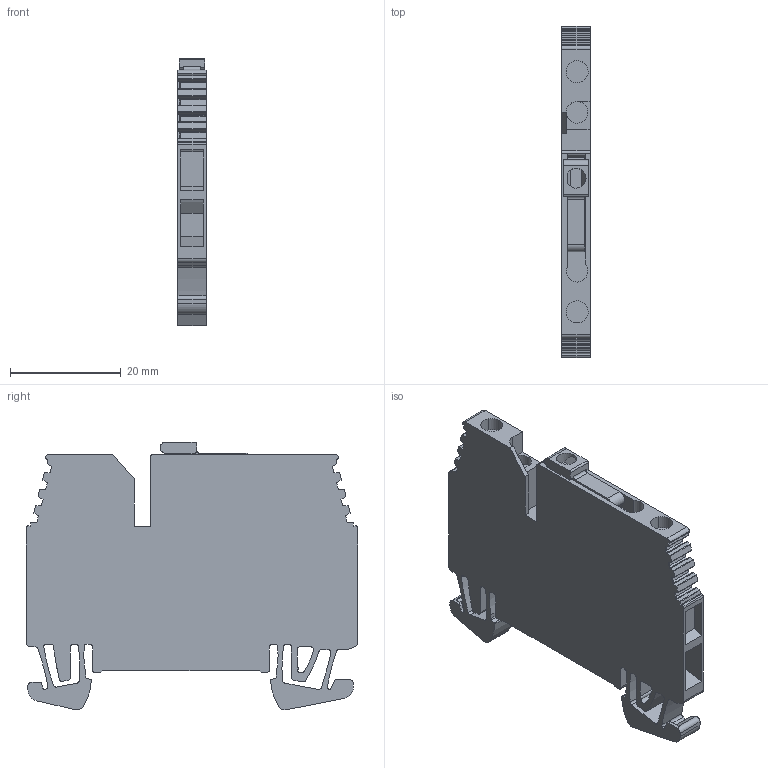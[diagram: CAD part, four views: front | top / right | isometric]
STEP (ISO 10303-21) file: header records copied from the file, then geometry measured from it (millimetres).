
FILE_DESCRIPTION(('CATIA V5R22 STEP214','CAx-IF Rec.Pracs.--- Model Styling and Organization---1.4--- 2014-01-23'),'2;1');
FILE_NAME ('D1447496_0', '2020-05-28T06:05:08+00:00', ('Weidmueller Interface'), ('Weidmueller'), 'CATIA Version 5-6 Release 2016 SP3 HF44', 'CATIA V5 STEP AP214', 'none');
FILE_SCHEMA(('AUTOMOTIVE_DESIGN { 1 0 10303 214 1 1 1 1 }'));
Length unit declared in the file: millimetre
Products named in the file (1): WTR 2.5_ZZ_BL
Bounding box: 5.1 x 60 x 48.45 mm (x, y, z)
Volume: 10503.8 mm3; surface area: 8039.1 mm2
Topology: 2 solids, 5 shells, 388 faces, 1084 edges, 718 vertices
Faces by surface type: plane 258, cylinder 130
Entity records: 12059 total; most frequent: CARTESIAN_POINT 2273, ORIENTED_EDGE 2168, DIRECTION 1740, EDGE_CURVE 1084, VECTOR 806, LINE 806, VERTEX_POINT 718, AXIS2_PLACEMENT_3D 600
